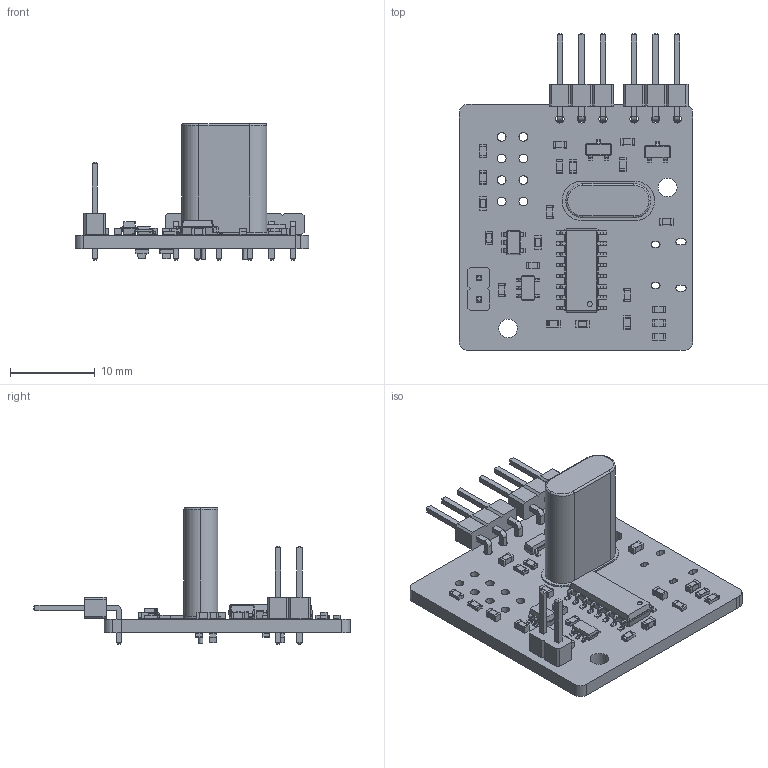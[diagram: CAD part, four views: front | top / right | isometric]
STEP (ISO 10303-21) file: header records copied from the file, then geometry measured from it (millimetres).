
FILE_DESCRIPTION(('KiCad electronic assembly'),'2;1');
FILE_NAME('Controller2.step','2019-12-08T18:39:14',('An Author'),( 'A Company'),'Open CASCADE STEP processor 6.9', 'KiCad to STEP converter','Unknown');
FILE_SCHEMA(('AUTOMOTIVE_DESIGN { 1 0 10303 214 1 1 1 1 }'));
Length unit declared in the file: millimetre
Products named in the file (23): Open CASCADE STEP translator 6.9 1; Crystal_HC49-U_Vertical; SOLID; TSOT-23-5; SOT-23-5; SOIC-16_3.9x9.9mm_P1.27mm; SW_PUSH_6mm_H9.5mm; R_0603_1608Metric; SOT-23; PinHeader_1x03_P2.54mm_Horizontal; LED_0603_1608Metric; C_0603_1608Metric; PinHeader_1x02_P2.54mm_Vertical; COMPOUND
Assembly tree (47 placements, depth 3):
  Open CASCADE STEP translator 6.9 1
    Crystal_HC49-U_Vertical
      SOLID
    TSOT-23-5
      SOLID
    SOT-23-5
      SOLID
    SOIC-16_3.9x9.9mm_P1.27mm
      SOLID
    SW_PUSH_6mm_H9.5mm  x2
    R_0603_1608Metric  x12
      SOLID
    SOT-23  x2
      SOLID
    PinHeader_1x03_P2.54mm_Horizontal  x2
      SOLID
    LED_0603_1608Metric  x2
      SOLID
    C_0603_1608Metric  x11
      SOLID
    PinHeader_1x02_P2.54mm_Vertical
      SOLID
    COMPOUND
Bounding box: 27.5 x 37.33 x 16.1 mm (x, y, z)
Volume: 1978.6 mm3; surface area: 3113.1 mm2
Topology: 35 solids, 35 shells, 1664 faces, 4259 edges, 2710 vertices
Faces by surface type: bspline 1614, cylinder 32, plane 18
Full cylindrical faces by diameter (mm): 0.8 x2, 1 x8, 1.016 x8, 2.2 x2
Entity records: 57257 total; most frequent: CARTESIAN_POINT 20426, B_SPLINE_CURVE_WITH_KNOTS 5727, ORIENTED_EDGE 4542, PCURVE 4542, DEFINITIONAL_REPRESENTATION 4542, EDGE_CURVE 2271, SURFACE_CURVE 2248, VERTEX_POINT 1424
